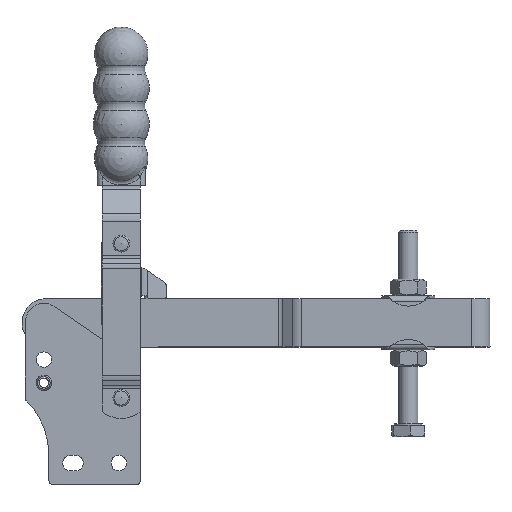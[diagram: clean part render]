
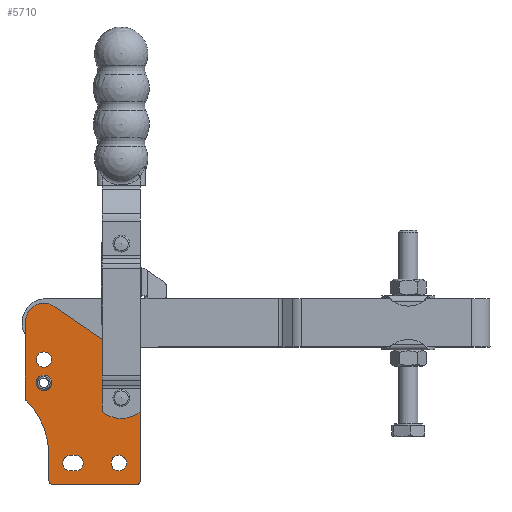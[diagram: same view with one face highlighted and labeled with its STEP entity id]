
A CAD part, top view. The second image highlights one B-rep face of the part: STEP entity #5710.
In plain terms, the highlighted planar face has unit normal (0, 0, 1).
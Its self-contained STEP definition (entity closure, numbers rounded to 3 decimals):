
#249=FACE_BOUND('',#1152,.T.);
#250=FACE_BOUND('',#1153,.T.);
#251=FACE_BOUND('',#1154,.T.);
#252=FACE_BOUND('',#1155,.T.);
#253=FACE_BOUND('',#1156,.T.);
#718=FACE_OUTER_BOUND('',#1151,.T.);
#1151=EDGE_LOOP('',(#5114,#5115,#5116,#5117,#5118,#5119,#5120,#5121,#5122,
#5123,#5124,#5125));
#1152=EDGE_LOOP('',(#5126));
#1153=EDGE_LOOP('',(#5127));
#1154=EDGE_LOOP('',(#5128));
#1155=EDGE_LOOP('',(#5129));
#1156=EDGE_LOOP('',(#5130,#5131,#5132,#5133));
#1561=LINE('',#12849,#1970);
#1562=LINE('',#12855,#1971);
#1563=LINE('',#12859,#1972);
#1564=LINE('',#12865,#1973);
#1565=LINE('',#12869,#1974);
#1566=LINE('',#12881,#1975);
#1567=LINE('',#12884,#1976);
#1970=VECTOR('',#7796,55.755);
#1971=VECTOR('',#7801,27.723);
#1972=VECTOR('',#7804,32.082);
#1973=VECTOR('',#7809,10.71);
#1974=VECTOR('',#7812,34.);
#1975=VECTOR('',#7823,2.);
#1976=VECTOR('',#7826,2.);
#2250=CIRCLE('',#6251,3.175);
#2264=CIRCLE('',#6286,1.);
#2265=CIRCLE('',#6287,9.389);
#2266=CIRCLE('',#6288,7.565);
#2267=CIRCLE('',#6289,1.);
#2268=CIRCLE('',#6290,30.6);
#2269=CIRCLE('',#6291,2.);
#2270=CIRCLE('',#6292,2.);
#2271=CIRCLE('',#6293,3.185);
#2272=CIRCLE('',#6294,3.185);
#2273=CIRCLE('',#6295,3.25);
#2274=CIRCLE('',#6296,3.25);
#2275=CIRCLE('',#6297,3.25);
#2823=VERTEX_POINT('',#12768);
#2844=VERTEX_POINT('',#12847);
#2845=VERTEX_POINT('',#12848);
#2846=VERTEX_POINT('',#12850);
#2847=VERTEX_POINT('',#12852);
#2848=VERTEX_POINT('',#12854);
#2849=VERTEX_POINT('',#12856);
#2850=VERTEX_POINT('',#12858);
#2851=VERTEX_POINT('',#12860);
#2852=VERTEX_POINT('',#12862);
#2853=VERTEX_POINT('',#12864);
#2854=VERTEX_POINT('',#12866);
#2855=VERTEX_POINT('',#12868);
#2856=VERTEX_POINT('',#12871);
#2857=VERTEX_POINT('',#12873);
#2858=VERTEX_POINT('',#12875);
#2859=VERTEX_POINT('',#12877);
#2860=VERTEX_POINT('',#12878);
#2861=VERTEX_POINT('',#12880);
#2862=VERTEX_POINT('',#12882);
#3574=EDGE_CURVE('',#2823,#2823,#2250,.T.);
#3611=EDGE_CURVE('',#2844,#2845,#1561,.T.);
#3612=EDGE_CURVE('',#2845,#2846,#2264,.T.);
#3613=EDGE_CURVE('',#2846,#2847,#2265,.T.);
#3614=EDGE_CURVE('',#2847,#2848,#1562,.T.);
#3615=EDGE_CURVE('',#2848,#2849,#2266,.T.);
#3616=EDGE_CURVE('',#2849,#2850,#1563,.T.);
#3617=EDGE_CURVE('',#2850,#2851,#2267,.T.);
#3618=EDGE_CURVE('',#2851,#2852,#2268,.T.);
#3619=EDGE_CURVE('',#2852,#2853,#1564,.T.);
#3620=EDGE_CURVE('',#2853,#2854,#2269,.T.);
#3621=EDGE_CURVE('',#2854,#2855,#1565,.T.);
#3622=EDGE_CURVE('',#2855,#2844,#2270,.T.);
#3623=EDGE_CURVE('',#2856,#2856,#2271,.T.);
#3624=EDGE_CURVE('',#2857,#2857,#2272,.T.);
#3625=EDGE_CURVE('',#2858,#2858,#2273,.T.);
#3626=EDGE_CURVE('',#2859,#2860,#2274,.T.);
#3627=EDGE_CURVE('',#2860,#2861,#1566,.T.);
#3628=EDGE_CURVE('',#2861,#2862,#2275,.T.);
#3629=EDGE_CURVE('',#2862,#2859,#1567,.T.);
#5114=ORIENTED_EDGE('',*,*,#3611,.T.);
#5115=ORIENTED_EDGE('',*,*,#3612,.T.);
#5116=ORIENTED_EDGE('',*,*,#3613,.T.);
#5117=ORIENTED_EDGE('',*,*,#3614,.T.);
#5118=ORIENTED_EDGE('',*,*,#3615,.T.);
#5119=ORIENTED_EDGE('',*,*,#3616,.T.);
#5120=ORIENTED_EDGE('',*,*,#3617,.T.);
#5121=ORIENTED_EDGE('',*,*,#3618,.T.);
#5122=ORIENTED_EDGE('',*,*,#3619,.T.);
#5123=ORIENTED_EDGE('',*,*,#3620,.T.);
#5124=ORIENTED_EDGE('',*,*,#3621,.T.);
#5125=ORIENTED_EDGE('',*,*,#3622,.T.);
#5126=ORIENTED_EDGE('',*,*,#3574,.F.);
#5127=ORIENTED_EDGE('',*,*,#3623,.T.);
#5128=ORIENTED_EDGE('',*,*,#3624,.T.);
#5129=ORIENTED_EDGE('',*,*,#3625,.T.);
#5130=ORIENTED_EDGE('',*,*,#3626,.T.);
#5131=ORIENTED_EDGE('',*,*,#3627,.T.);
#5132=ORIENTED_EDGE('',*,*,#3628,.T.);
#5133=ORIENTED_EDGE('',*,*,#3629,.T.);
#5390=PLANE('',#6285);
#5710=ADVANCED_FACE('',(#718,#249,#250,#251,#252,#253),#5390,.T.);
#6251=AXIS2_PLACEMENT_3D('',#12769,#7703,#7704);
#6285=AXIS2_PLACEMENT_3D('',#12846,#7794,#7795);
#6286=AXIS2_PLACEMENT_3D('',#12851,#7797,#7798);
#6287=AXIS2_PLACEMENT_3D('',#12853,#7799,#7800);
#6288=AXIS2_PLACEMENT_3D('',#12857,#7802,#7803);
#6289=AXIS2_PLACEMENT_3D('',#12861,#7805,#7806);
#6290=AXIS2_PLACEMENT_3D('',#12863,#7807,#7808);
#6291=AXIS2_PLACEMENT_3D('',#12867,#7810,#7811);
#6292=AXIS2_PLACEMENT_3D('',#12870,#7813,#7814);
#6293=AXIS2_PLACEMENT_3D('',#12872,#7815,#7816);
#6294=AXIS2_PLACEMENT_3D('',#12874,#7817,#7818);
#6295=AXIS2_PLACEMENT_3D('',#12876,#7819,#7820);
#6296=AXIS2_PLACEMENT_3D('',#12879,#7821,#7822);
#6297=AXIS2_PLACEMENT_3D('',#12883,#7824,#7825);
#7703=DIRECTION('center_axis',(0.,0.,
1.));
#7704=DIRECTION('ref_axis',(1.,0.,0.));
#7794=DIRECTION('center_axis',(0.,0.,
1.));
#7795=DIRECTION('ref_axis',(1.,0.,0.));
#7796=DIRECTION('',(0.,1.,0.));
#7797=DIRECTION('center_axis',(0.,0.,
1.));
#7798=DIRECTION('ref_axis',(1.,0.,0.));
#7799=DIRECTION('center_axis',(0.,0.,
-1.));
#7800=DIRECTION('ref_axis',(0.566,0.824,0.));
#7801=DIRECTION('',(-0.824,0.566,0.));
#7802=DIRECTION('center_axis',(0.,0.,
1.));
#7803=DIRECTION('ref_axis',(0.566,0.824,0.));
#7804=DIRECTION('',(0.,-1.,0.));
#7805=DIRECTION('center_axis',(0.,0.,
1.));
#7806=DIRECTION('ref_axis',(-1.,0.,0.));
#7807=DIRECTION('center_axis',(0.,0.,
-1.));
#7808=DIRECTION('ref_axis',(-1.,0.,0.));
#7809=DIRECTION('',(0.,-1.,0.));
#7810=DIRECTION('center_axis',(0.,0.,
1.));
#7811=DIRECTION('ref_axis',(-1.,0.,0.));
#7812=DIRECTION('',(1.,0.,0.));
#7813=DIRECTION('center_axis',(0.,0.,
1.));
#7814=DIRECTION('ref_axis',(0.,-1.,0.));
#7815=DIRECTION('center_axis',(0.,0.,
-1.));
#7816=DIRECTION('ref_axis',(-1.,0.,0.));
#7817=DIRECTION('center_axis',(0.,0.,
-1.));
#7818=DIRECTION('ref_axis',(-1.,0.,0.));
#7819=DIRECTION('center_axis',(0.,0.,
-1.));
#7820=DIRECTION('ref_axis',(-1.,0.,0.));
#7821=DIRECTION('center_axis',(0.,0.,
-1.));
#7822=DIRECTION('ref_axis',(0.,1.,0.));
#7823=DIRECTION('',(-1.,0.,0.));
#7824=DIRECTION('center_axis',(0.,0.,
-1.));
#7825=DIRECTION('ref_axis',(0.,-1.,0.));
#7826=DIRECTION('',(1.,0.,0.));
#12768=CARTESIAN_POINT('',(10.419,24.786,10.));
#12769=CARTESIAN_POINT('Origin',(13.594,24.786,10.));
#12846=CARTESIAN_POINT('Origin',(2.614,-10.91,10.));
#12847=CARTESIAN_POINT('',(21.614,-9.114,10.));
#12848=CARTESIAN_POINT('',(21.614,46.641,10.));
#12849=CARTESIAN_POINT('',(21.614,-9.114,10.));
#12850=CARTESIAN_POINT('',(19.978,47.413,10.));
#12851=CARTESIAN_POINT('Origin',(20.614,46.641,10.));
#12852=CARTESIAN_POINT('',(8.686,46.919,10.));
#12853=CARTESIAN_POINT('Origin',(14.004,54.656,10.));
#12854=CARTESIAN_POINT('',(-14.161,62.621,10.));
#12855=CARTESIAN_POINT('',(8.686,46.919,10.));
#12856=CARTESIAN_POINT('',(-26.011,56.386,10.));
#12857=CARTESIAN_POINT('Origin',(-18.446,56.386,10.));
#12858=CARTESIAN_POINT('',(-26.011,24.305,10.));
#12859=CARTESIAN_POINT('',(-26.011,56.386,10.));
#12860=CARTESIAN_POINT('',(-25.706,23.586,10.));
#12861=CARTESIAN_POINT('Origin',(-25.011,24.305,10.));
#12862=CARTESIAN_POINT('',(-16.386,1.596,10.));
#12863=CARTESIAN_POINT('Origin',(-46.986,1.596,10.));
#12864=CARTESIAN_POINT('',(-16.386,-9.114,10.));
#12865=CARTESIAN_POINT('',(-16.386,1.596,10.));
#12866=CARTESIAN_POINT('',(-14.386,-11.114,10.));
#12867=CARTESIAN_POINT('Origin',(-14.386,-9.114,10.));
#12868=CARTESIAN_POINT('',(19.614,-11.114,10.));
#12869=CARTESIAN_POINT('',(-14.386,-11.114,10.));
#12870=CARTESIAN_POINT('Origin',(19.614,-9.114,10.));
#12871=CARTESIAN_POINT('',(-15.201,40.666,10.));
#12872=CARTESIAN_POINT('Origin',(-18.386,40.666,10.));
#12873=CARTESIAN_POINT('',(-15.201,31.046,10.));
#12874=CARTESIAN_POINT('Origin',(-18.386,31.046,10.));
#12875=CARTESIAN_POINT('',(15.864,-2.114,10.));
#12876=CARTESIAN_POINT('Origin',(12.614,-2.114,10.));
#12877=CARTESIAN_POINT('',(-5.386,1.136,10.));
#12878=CARTESIAN_POINT('',(-5.386,-5.364,10.));
#12879=CARTESIAN_POINT('Origin',(-5.386,-2.114,10.));
#12880=CARTESIAN_POINT('',(-7.386,-5.364,10.));
#12881=CARTESIAN_POINT('',(-2.386,-5.364,10.));
#12882=CARTESIAN_POINT('',(-7.386,1.136,10.));
#12883=CARTESIAN_POINT('Origin',(-7.386,-2.114,10.));
#12884=CARTESIAN_POINT('',(-1.386,1.136,10.));
